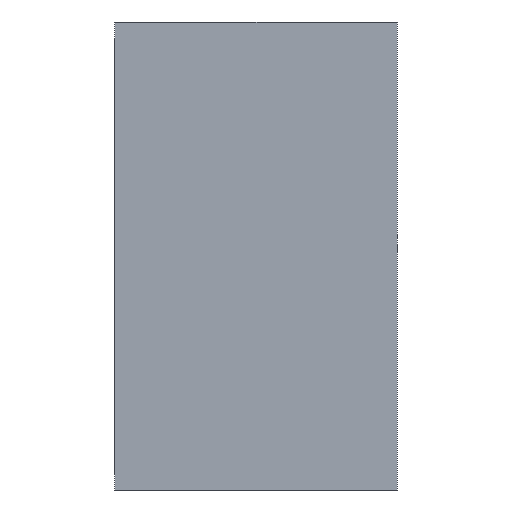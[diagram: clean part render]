
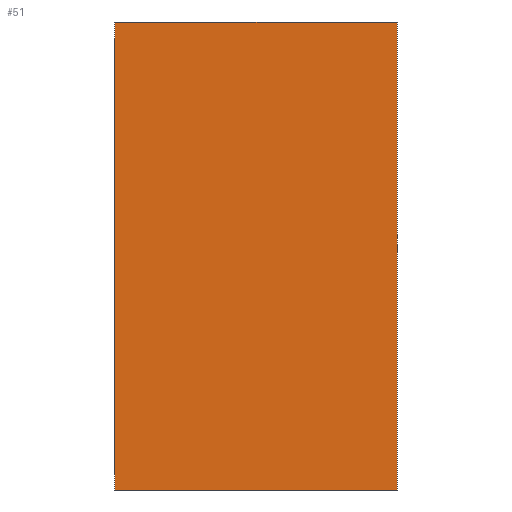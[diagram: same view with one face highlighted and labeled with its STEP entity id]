
A CAD part, left-side view. The second image highlights one B-rep face of the part: STEP entity #51.
In plain terms, the highlighted planar face has unit normal (-1, 0, 0).
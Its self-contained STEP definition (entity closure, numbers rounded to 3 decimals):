
#51 = ADVANCED_FACE ( 'NONE', ( #1642 ), #806, .F. ) ;
#110 = VECTOR ( 'NONE', #2058, 1000. ) ;
#114 = VECTOR ( 'NONE', #511, 1000. ) ;
#187 = VERTEX_POINT ( 'NONE', #1216 ) ;
#290 = ORIENTED_EDGE ( 'NONE', *, *, #865, .T. ) ;
#387 = CARTESIAN_POINT ( 'NONE',  ( -65., 0., -34. ) ) ;
#504 = CARTESIAN_POINT ( 'NONE',  ( -65., 41., -34. ) ) ;
#511 = DIRECTION ( 'NONE',  ( 0., -1., 0. ) ) ;
#634 = DIRECTION ( 'NONE',  ( 0., 0., -1. ) ) ;
#645 = LINE ( 'NONE', #1372, #114 ) ;
#687 = CARTESIAN_POINT ( 'NONE',  ( -65., 41., -34. ) ) ;
#770 = VERTEX_POINT ( 'NONE', #2027 ) ;
#806 = PLANE ( 'NONE',  #2046 ) ;
#865 = EDGE_CURVE ( 'NONE', #1537, #187, #1938, .T. ) ;
#1022 = CARTESIAN_POINT ( 'NONE',  ( -65., 0., -34. ) ) ;
#1025 = VECTOR ( 'NONE', #1189, 1000. ) ;
#1049 = EDGE_CURVE ( 'NONE', #1055, #770, #1960, .T. ) ;
#1055 = VERTEX_POINT ( 'NONE', #504 ) ;
#1096 = CARTESIAN_POINT ( 'NONE',  ( -65., 41., -34. ) ) ;
#1189 = DIRECTION ( 'NONE',  ( 0., 0., 1. ) ) ;
#1216 = CARTESIAN_POINT ( 'NONE',  ( -65., 0., 34. ) ) ;
#1223 = ORIENTED_EDGE ( 'NONE', *, *, #1752, .T. ) ;
#1362 = EDGE_LOOP ( 'NONE', ( #290, #2148, #1974, #1223 ) ) ;
#1372 = CARTESIAN_POINT ( 'NONE',  ( -65., 41., -34. ) ) ;
#1415 = VECTOR ( 'NONE', #2118, 1000. ) ;
#1464 = LINE ( 'NONE', #1593, #1415 ) ;
#1537 = VERTEX_POINT ( 'NONE', #387 ) ;
#1593 = CARTESIAN_POINT ( 'NONE',  ( -65., 41., 34. ) ) ;
#1642 = FACE_OUTER_BOUND ( 'NONE', #1362, .T. ) ;
#1752 = EDGE_CURVE ( 'NONE', #1055, #1537, #645, .T. ) ;
#1840 = DIRECTION ( 'NONE',  ( 1., 0., 0. ) ) ;
#1938 = LINE ( 'NONE', #1022, #1025 ) ;
#1960 = LINE ( 'NONE', #687, #110 ) ;
#1974 = ORIENTED_EDGE ( 'NONE', *, *, #1049, .F. ) ;
#2027 = CARTESIAN_POINT ( 'NONE',  ( -65., 41., 34. ) ) ;
#2046 = AXIS2_PLACEMENT_3D ( 'NONE', #1096, #1840, #634 ) ;
#2058 = DIRECTION ( 'NONE',  ( 0., 0., 1. ) ) ;
#2118 = DIRECTION ( 'NONE',  ( 0., -1., 0. ) ) ;
#2132 = EDGE_CURVE ( 'NONE', #770, #187, #1464, .T. ) ;
#2148 = ORIENTED_EDGE ( 'NONE', *, *, #2132, .F. ) ;
